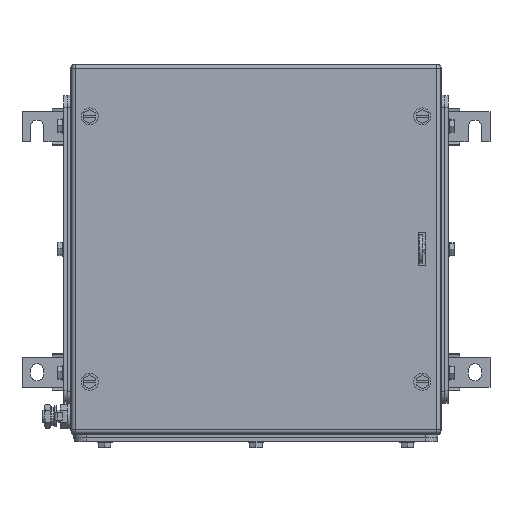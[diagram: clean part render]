
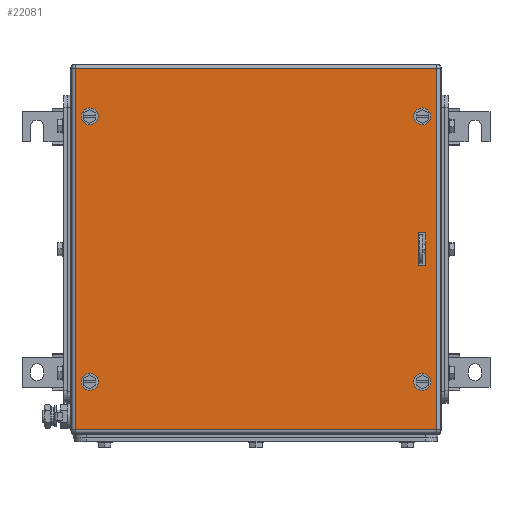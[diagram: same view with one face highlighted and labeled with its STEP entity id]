
A CAD part, top view. The second image highlights one B-rep face of the part: STEP entity #22081.
In plain terms, the highlighted planar face has unit normal (0, 0, 1).
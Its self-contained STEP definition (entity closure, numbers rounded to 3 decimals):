
#21921=AXIS2_PLACEMENT_3D('Circle Axis2P3D',#21919,#21920,$) ;
#21948=AXIS2_PLACEMENT_3D('Plane Axis2P3D',#21945,#21946,#21947) ;
#21986=AXIS2_PLACEMENT_3D('Circle Axis2P3D',#21984,#21985,$) ;
#21995=AXIS2_PLACEMENT_3D('Circle Axis2P3D',#21993,#21994,$) ;
#22004=AXIS2_PLACEMENT_3D('Circle Axis2P3D',#22002,#22003,$) ;
#22013=AXIS2_PLACEMENT_3D('Circle Axis2P3D',#22011,#22012,$) ;
#22022=AXIS2_PLACEMENT_3D('Circle Axis2P3D',#22020,#22021,$) ;
#22031=AXIS2_PLACEMENT_3D('Circle Axis2P3D',#22029,#22030,$) ;
#22040=AXIS2_PLACEMENT_3D('Circle Axis2P3D',#22038,#22039,$) ;
#21916=CARTESIAN_POINT('Vertex',(59.5,273.75,153.5)) ;
#21919=CARTESIAN_POINT('Axis2P3D Location',(56.,273.75,153.5)) ;
#21923=CARTESIAN_POINT('Vertex',(52.5,273.75,153.5)) ;
#21945=CARTESIAN_POINT('Axis2P3D Location',(193.5,164.,153.5)) ;
#21950=CARTESIAN_POINT('Line Origine',(193.5,313.5,153.5)) ;
#21954=CARTESIAN_POINT('Vertex',(343.,313.5,153.5)) ;
#21956=CARTESIAN_POINT('Vertex',(44.,313.5,153.5)) ;
#21959=CARTESIAN_POINT('Line Origine',(44.,164.,153.5)) ;
#21963=CARTESIAN_POINT('Vertex',(44.,14.5,153.5)) ;
#21966=CARTESIAN_POINT('Line Origine',(193.5,14.5,153.5)) ;
#21970=CARTESIAN_POINT('Vertex',(343.,14.5,153.5)) ;
#21973=CARTESIAN_POINT('Line Origine',(343.,164.,153.5)) ;
#21984=CARTESIAN_POINT('Axis2P3D Location',(56.,273.75,153.5)) ;
#21993=CARTESIAN_POINT('Axis2P3D Location',(56.,54.25,153.5)) ;
#21997=CARTESIAN_POINT('Vertex',(52.5,54.25,153.5)) ;
#21999=CARTESIAN_POINT('Vertex',(59.5,54.25,153.5)) ;
#22002=CARTESIAN_POINT('Axis2P3D Location',(56.,54.25,153.5)) ;
#22011=CARTESIAN_POINT('Axis2P3D Location',(331.,54.25,153.5)) ;
#22015=CARTESIAN_POINT('Vertex',(334.5,54.25,153.5)) ;
#22017=CARTESIAN_POINT('Vertex',(327.5,54.25,153.5)) ;
#22020=CARTESIAN_POINT('Axis2P3D Location',(331.,54.25,153.5)) ;
#22029=CARTESIAN_POINT('Axis2P3D Location',(331.,273.75,153.5)) ;
#22033=CARTESIAN_POINT('Vertex',(334.5,273.75,153.5)) ;
#22035=CARTESIAN_POINT('Vertex',(327.5,273.75,153.5)) ;
#22038=CARTESIAN_POINT('Axis2P3D Location',(331.,273.75,153.5)) ;
#22047=CARTESIAN_POINT('Line Origine',(330.75,150.5,153.5)) ;
#22051=CARTESIAN_POINT('Vertex',(334.,150.5,153.5)) ;
#22053=CARTESIAN_POINT('Vertex',(327.5,150.5,153.5)) ;
#22056=CARTESIAN_POINT('Line Origine',(327.5,164.,153.5)) ;
#22060=CARTESIAN_POINT('Vertex',(327.5,177.5,153.5)) ;
#22063=CARTESIAN_POINT('Line Origine',(330.75,177.5,153.5)) ;
#22067=CARTESIAN_POINT('Vertex',(334.,177.5,153.5)) ;
#22070=CARTESIAN_POINT('Line Origine',(334.,164.,153.5)) ;
#21920=DIRECTION('Axis2P3D Direction',(0.,0.,1.)) ;
#21946=DIRECTION('Axis2P3D Direction',(0.,0.,1.)) ;
#21947=DIRECTION('Axis2P3D XDirection',(1.,0.,0.)) ;
#21951=DIRECTION('Vector Direction',(1.,0.,0.)) ;
#21960=DIRECTION('Vector Direction',(0.,-1.,0.)) ;
#21967=DIRECTION('Vector Direction',(1.,0.,0.)) ;
#21974=DIRECTION('Vector Direction',(0.,1.,0.)) ;
#21985=DIRECTION('Axis2P3D Direction',(0.,0.,1.)) ;
#21994=DIRECTION('Axis2P3D Direction',(0.,0.,1.)) ;
#22003=DIRECTION('Axis2P3D Direction',(0.,0.,1.)) ;
#22012=DIRECTION('Axis2P3D Direction',(0.,0.,1.)) ;
#22021=DIRECTION('Axis2P3D Direction',(0.,0.,1.)) ;
#22030=DIRECTION('Axis2P3D Direction',(0.,0.,1.)) ;
#22039=DIRECTION('Axis2P3D Direction',(0.,0.,1.)) ;
#22048=DIRECTION('Vector Direction',(-1.,0.,0.)) ;
#22057=DIRECTION('Vector Direction',(0.,1.,0.)) ;
#22064=DIRECTION('Vector Direction',(1.,0.,0.)) ;
#22071=DIRECTION('Vector Direction',(0.,-1.,0.)) ;
#21952=VECTOR('Line Direction',#21951,1.) ;
#21961=VECTOR('Line Direction',#21960,1.) ;
#21968=VECTOR('Line Direction',#21967,1.) ;
#21975=VECTOR('Line Direction',#21974,1.) ;
#22049=VECTOR('Line Direction',#22048,1.) ;
#22058=VECTOR('Line Direction',#22057,1.) ;
#22065=VECTOR('Line Direction',#22064,1.) ;
#22072=VECTOR('Line Direction',#22071,1.) ;
#21979=ORIENTED_EDGE('',*,*,#21958,.T.) ;
#21980=ORIENTED_EDGE('',*,*,#21965,.T.) ;
#21981=ORIENTED_EDGE('',*,*,#21972,.T.) ;
#21982=ORIENTED_EDGE('',*,*,#21977,.T.) ;
#21990=ORIENTED_EDGE('',*,*,#21988,.F.) ;
#21991=ORIENTED_EDGE('',*,*,#21925,.F.) ;
#22008=ORIENTED_EDGE('',*,*,#22001,.F.) ;
#22009=ORIENTED_EDGE('',*,*,#22006,.F.) ;
#22026=ORIENTED_EDGE('',*,*,#22019,.F.) ;
#22027=ORIENTED_EDGE('',*,*,#22024,.F.) ;
#22044=ORIENTED_EDGE('',*,*,#22037,.F.) ;
#22045=ORIENTED_EDGE('',*,*,#22042,.F.) ;
#22076=ORIENTED_EDGE('',*,*,#22055,.T.) ;
#22077=ORIENTED_EDGE('',*,*,#22062,.T.) ;
#22078=ORIENTED_EDGE('',*,*,#22069,.T.) ;
#22079=ORIENTED_EDGE('',*,*,#22074,.T.) ;
#21992=FACE_BOUND('',#21989,.T.) ;
#22010=FACE_BOUND('',#22007,.T.) ;
#22028=FACE_BOUND('',#22025,.T.) ;
#22046=FACE_BOUND('',#22043,.T.) ;
#22080=FACE_BOUND('',#22075,.T.) ;
#22081=ADVANCED_FACE('ZUB_KTB_MH_303015_3GP_AllCATPart.2\\ZUB_DE_KTB_MH_306x306.1\\DE_KTB_MH_PART_MASTER.1\\Koerper.2',(#21983,#21992,#22010,#22028,#22046,#22080),#21949,.T.) ;
#21922=CIRCLE('generated circle',#21921,3.5) ;
#21987=CIRCLE('generated circle',#21986,3.5) ;
#21996=CIRCLE('generated circle',#21995,3.5) ;
#22005=CIRCLE('generated circle',#22004,3.5) ;
#22014=CIRCLE('generated circle',#22013,3.5) ;
#22023=CIRCLE('generated circle',#22022,3.5) ;
#22032=CIRCLE('generated circle',#22031,3.5) ;
#22041=CIRCLE('generated circle',#22040,3.5) ;
#21925=EDGE_CURVE('',#21917,#21924,#21922,.T.) ;
#21958=EDGE_CURVE('',#21955,#21957,#21953,.F.) ;
#21965=EDGE_CURVE('',#21957,#21964,#21962,.T.) ;
#21972=EDGE_CURVE('',#21964,#21971,#21969,.T.) ;
#21977=EDGE_CURVE('',#21971,#21955,#21976,.T.) ;
#21988=EDGE_CURVE('',#21924,#21917,#21987,.T.) ;
#22001=EDGE_CURVE('',#21998,#22000,#21996,.T.) ;
#22006=EDGE_CURVE('',#22000,#21998,#22005,.T.) ;
#22019=EDGE_CURVE('',#22016,#22018,#22014,.T.) ;
#22024=EDGE_CURVE('',#22018,#22016,#22023,.T.) ;
#22037=EDGE_CURVE('',#22034,#22036,#22032,.T.) ;
#22042=EDGE_CURVE('',#22036,#22034,#22041,.T.) ;
#22055=EDGE_CURVE('',#22052,#22054,#22050,.T.) ;
#22062=EDGE_CURVE('',#22054,#22061,#22059,.T.) ;
#22069=EDGE_CURVE('',#22061,#22068,#22066,.T.) ;
#22074=EDGE_CURVE('',#22068,#22052,#22073,.T.) ;
#21978=EDGE_LOOP('',(#21979,#21980,#21981,#21982)) ;
#21989=EDGE_LOOP('',(#21990,#21991)) ;
#22007=EDGE_LOOP('',(#22008,#22009)) ;
#22025=EDGE_LOOP('',(#22026,#22027)) ;
#22043=EDGE_LOOP('',(#22044,#22045)) ;
#22075=EDGE_LOOP('',(#22076,#22077,#22078,#22079)) ;
#21983=FACE_OUTER_BOUND('',#21978,.T.) ;
#21953=LINE('Line',#21950,#21952) ;
#21962=LINE('Line',#21959,#21961) ;
#21969=LINE('Line',#21966,#21968) ;
#21976=LINE('Line',#21973,#21975) ;
#22050=LINE('Line',#22047,#22049) ;
#22059=LINE('Line',#22056,#22058) ;
#22066=LINE('Line',#22063,#22065) ;
#22073=LINE('Line',#22070,#22072) ;
#21949=PLANE('',#21948) ;
#21917=VERTEX_POINT('',#21916) ;
#21924=VERTEX_POINT('',#21923) ;
#21955=VERTEX_POINT('',#21954) ;
#21957=VERTEX_POINT('',#21956) ;
#21964=VERTEX_POINT('',#21963) ;
#21971=VERTEX_POINT('',#21970) ;
#21998=VERTEX_POINT('',#21997) ;
#22000=VERTEX_POINT('',#21999) ;
#22016=VERTEX_POINT('',#22015) ;
#22018=VERTEX_POINT('',#22017) ;
#22034=VERTEX_POINT('',#22033) ;
#22036=VERTEX_POINT('',#22035) ;
#22052=VERTEX_POINT('',#22051) ;
#22054=VERTEX_POINT('',#22053) ;
#22061=VERTEX_POINT('',#22060) ;
#22068=VERTEX_POINT('',#22067) ;
